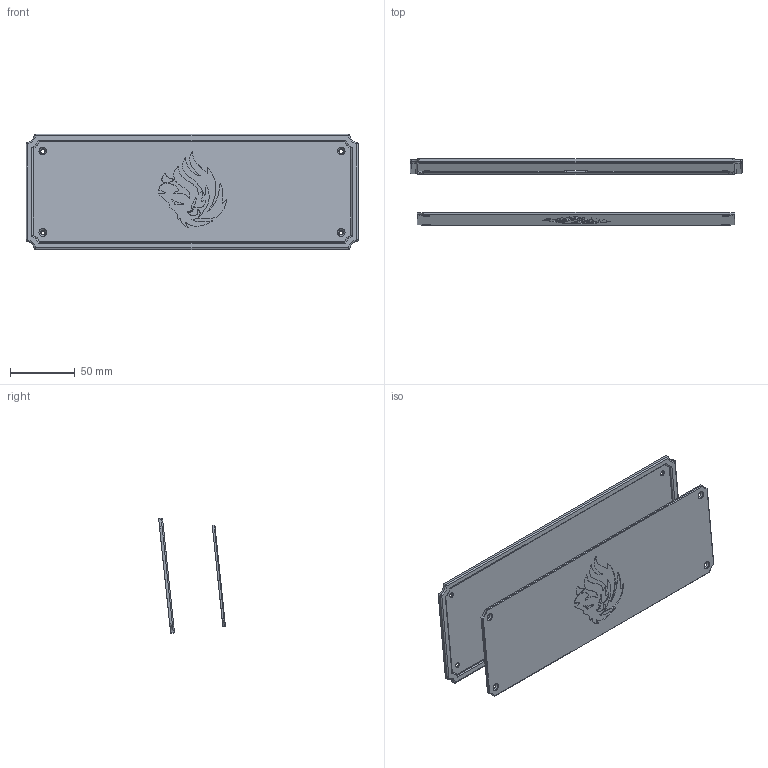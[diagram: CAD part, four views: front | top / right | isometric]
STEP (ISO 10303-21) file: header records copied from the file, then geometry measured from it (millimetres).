
FILE_DESCRIPTION(/* description */ (''),/* implementation_level */ '2;1');
FILE_NAME(/* name */ 'Lion_Proto_Weight.step',/* time_stamp */ '2023-04-04T22:40:44-04:00',/* author */ (''),/* organization */ (''),/* preprocessor_version */ 'ST-DEVELOPER v19.2',/* originating_system */ 'Autodesk Translation Framework v12.4.0.73',/* authorisation */ '');
FILE_SCHEMA (('AUTOMOTIVE_DESIGN { 1 0 10303 214 3 1 1 }'));
Length unit declared in the file: millimetre
Products named in the file (1): Lion_Proto
Bounding box: 257.29 x 51.72 x 89.28 mm (x, y, z)
Volume: 67007.2 mm3; surface area: 88171.8 mm2
Topology: 2 solids, 2 shells, 245 faces, 663 edges, 426 vertices
Faces by surface type: bspline 116, plane 55, cylinder 46, torus 12, cone 8, sphere 8
Full cylindrical faces by diameter (mm): 3 x4, 6 x4
Entity records: 8183 total; most frequent: CARTESIAN_POINT 3051, ORIENTED_EDGE 1326, DIRECTION 779, EDGE_CURVE 663, VERTEX_POINT 426, LINE 311, VECTOR 311, EDGE_LOOP 267
